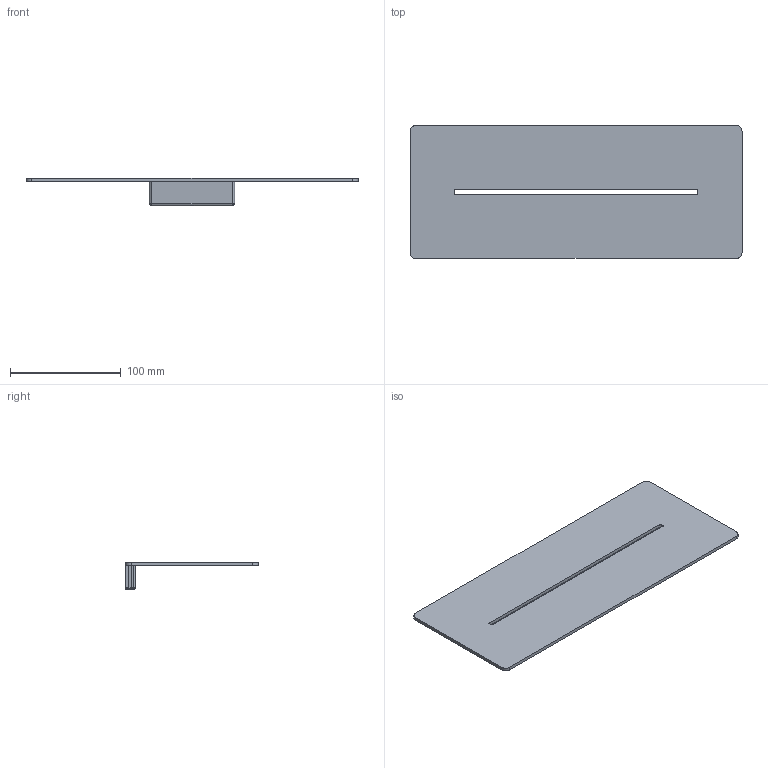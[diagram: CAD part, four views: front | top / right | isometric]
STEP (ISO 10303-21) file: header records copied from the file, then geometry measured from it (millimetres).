
FILE_DESCRIPTION(/* description */ (''),/* implementation_level */ '2;1');
FILE_NAME(/* name */ 'STEP - 248198311_30266',/* time_stamp */ '2025-07-24T15:49:44+10:00',/* author */ (''),/* organization */ (''),/* preprocessor_version */ 'ST-DEVELOPER v16.5',/* originating_system */ 'Rhino 7.37',/* authorisation */ '');
FILE_SCHEMA (('AUTOMOTIVE_DESIGN'));
Length unit declared in the file: millimetre
Products named in the file (7): Document; 3D drawing-30266(248198311)-Mizu Bloc  Metal Shower Shelf 300mm CP; 248198305-01_ASM; 248198305; GAIZI-77; DZ-01; LUO11
Assembly tree (6 placements, depth 4):
  Document
    3D drawing-30266(248198311)-Mizu Bloc  Metal Shower Shelf 300mm CP
      248198305-01_ASM
        248198305
        GAIZI-77
        DZ-01
        LUO11
Bounding box: 300 x 120 x 25 mm (x, y, z)
Volume: 110414.2 mm3; surface area: 83220.7 mm2
Topology: 4 solids, 4 shells, 123 faces, 317 edges, 202 vertices
Faces by surface type: plane 57, cylinder 54, bspline 12
Entity records: 3897 total; most frequent: CARTESIAN_POINT 1621, ORIENTED_EDGE 634, EDGE_CURVE 317, B_SPLINE_CURVE_WITH_KNOTS 208, VERTEX_POINT 202, DIRECTION 145, EDGE_LOOP 133, AXIS2_PLACEMENT_3D 128
